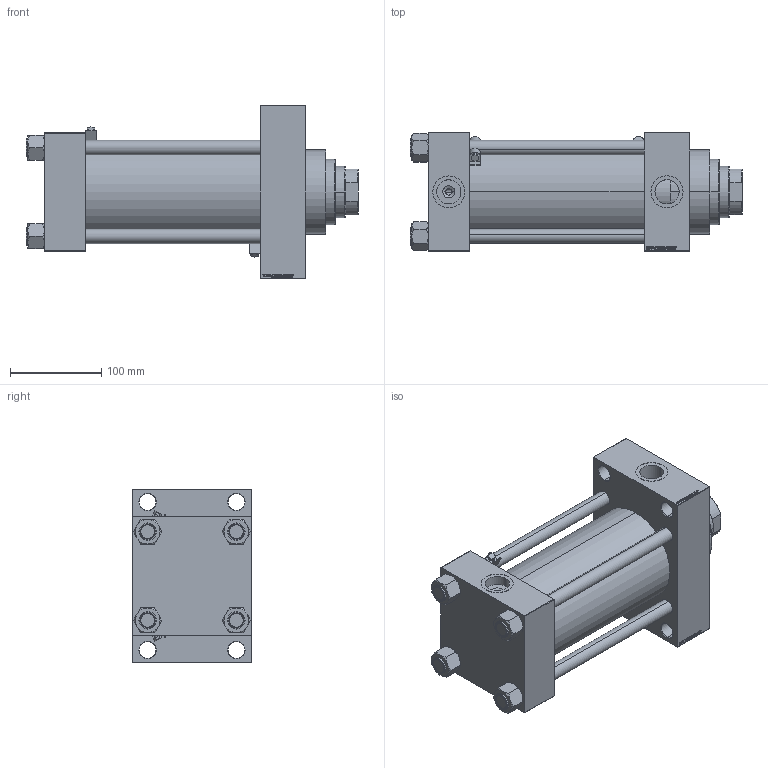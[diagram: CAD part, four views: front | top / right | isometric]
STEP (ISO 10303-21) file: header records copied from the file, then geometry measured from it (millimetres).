
FILE_DESCRIPTION (( 'STEP AP203' ), '1' );
FILE_NAME ('4f92.STEP', '2024-02-07T05:27:52', ( '' ), ( '' ), 'SwSTEP 2.0', 'SolidWorks 2019', '' );
FILE_SCHEMA (( 'CONFIG_CONTROL_DESIGN' ));
Length unit declared in the file: millimetre
Products named in the file (7): V215_VC_A 6bbb27c1e66a54bb148e76f86d9d64ee; NUT_M5_D 6bbb27c1e66a54bb148e76f86d9d64ee; V215CR_D_Body 6bbb27c1e66a54bb148e76f86d9d64ee; MSRF_MSRG1 6bbb27c1e66a54bb148e76f86d9d64ee; V215CR_VCP_D 6bbb27c1e66a54bb148e76f86d9d64ee; V215CR_D_TYCINKA 6bbb27c1e66a54bb148e76f86d9d64ee; 4f92
Assembly tree (13 placements, depth 2):
  4f92
    V215CR_D_Body 6bbb27c1e66a54bb148e76f86d9d64ee
    V215CR_VCP_D 6bbb27c1e66a54bb148e76f86d9d64ee
    NUT_M5_D 6bbb27c1e66a54bb148e76f86d9d64ee  x4
    V215CR_D_TYCINKA 6bbb27c1e66a54bb148e76f86d9d64ee  x4
    V215_VC_A 6bbb27c1e66a54bb148e76f86d9d64ee
    MSRF_MSRG1 6bbb27c1e66a54bb148e76f86d9d64ee  x2
Bounding box: 363 x 130 x 190 mm (x, y, z)
Volume: 3144367.9 mm3; surface area: 489971.3 mm2
Topology: 13 solids, 13 shells, 1215 faces, 3061 edges, 1989 vertices
Faces by surface type: plane 581, bspline 368, cone 142, cylinder 116, torus 8
Entity records: 48827 total; most frequent: CARTESIAN_POINT 25435, ORIENTED_EDGE 5236, DIRECTION 3416, EDGE_CURVE 2618, VERTEX_POINT 1719, LINE 1576, VECTOR 1576, EDGE_LOOP 1161
